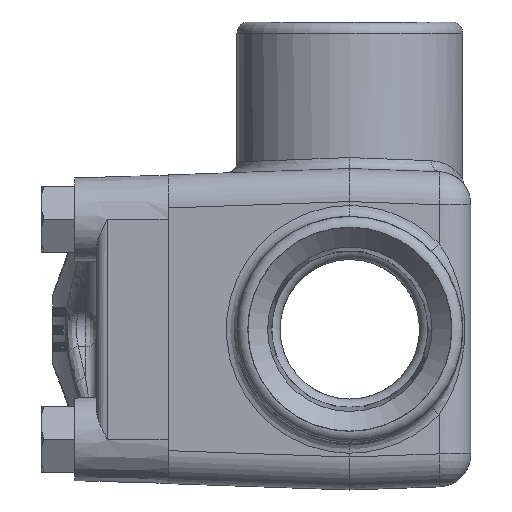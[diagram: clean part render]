
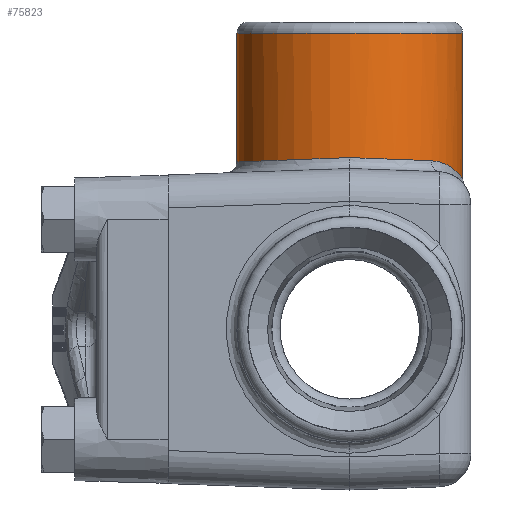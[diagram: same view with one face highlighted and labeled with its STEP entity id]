
A CAD part, left-side view. The second image highlights one B-rep face of the part: STEP entity #75823.
In plain terms, the highlighted cylindrical face has radius 16.272 mm (diameter 32.544 mm), a full revolution.
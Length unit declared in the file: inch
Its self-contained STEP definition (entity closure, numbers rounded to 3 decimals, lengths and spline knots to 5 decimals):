
#1926=B_SPLINE_CURVE_WITH_KNOTS('',3,(#103710,#103711,#103712,#103713,#103714,
#103715,#103716,#103717,#103718,#103719,#103720),.UNSPECIFIED.,.F.,.F.,
(4,1,1,1,1,1,1,1,4),(0.,0.39736,0.79471,1.19207,
1.39075,1.58943,1.98678,2.38414,2.7815),
 .UNSPECIFIED.);
#6105=ELLIPSE('',#80340,0.6411,0.64063);
#6106=ELLIPSE('',#80341,0.6411,0.64063);
#6107=ELLIPSE('',#80342,0.6411,0.64063);
#8516=CYLINDRICAL_SURFACE('',#80339,0.64063);
#8861=FACE_OUTER_BOUND('',#13231,.T.);
#13231=EDGE_LOOP('',(#53111,#53112,#53113,#53114,#53115,#53116,#53117,#53118));
#18082=LINE('',#103722,#24912);
#24912=VECTOR('',#85064,0.64063);
#31582=CIRCLE('',#80334,0.64063);
#31586=CIRCLE('',#80338,0.64063);
#33444=VERTEX_POINT('',#103694);
#33445=VERTEX_POINT('',#103695);
#33448=VERTEX_POINT('',#103704);
#33449=VERTEX_POINT('',#103705);
#33450=VERTEX_POINT('',#103707);
#33451=VERTEX_POINT('',#103709);
#41257=EDGE_CURVE('',#33444,#33445,#31582,.T.);
#41261=EDGE_CURVE('',#33445,#33444,#31586,.T.);
#41262=EDGE_CURVE('',#33448,#33449,#6105,.T.);
#41263=EDGE_CURVE('',#33450,#33448,#6106,.T.);
#41264=EDGE_CURVE('',#33451,#33450,#1926,.T.);
#41265=EDGE_CURVE('',#33449,#33451,#6107,.T.);
#41266=EDGE_CURVE('',#33449,#33445,#18082,.T.);
#53111=ORIENTED_EDGE('',*,*,#41262,.F.);
#53112=ORIENTED_EDGE('',*,*,#41263,.F.);
#53113=ORIENTED_EDGE('',*,*,#41264,.F.);
#53114=ORIENTED_EDGE('',*,*,#41265,.F.);
#53115=ORIENTED_EDGE('',*,*,#41266,.T.);
#53116=ORIENTED_EDGE('',*,*,#41257,.F.);
#53117=ORIENTED_EDGE('',*,*,#41261,.F.);
#53118=ORIENTED_EDGE('',*,*,#41266,.F.);
#75823=ADVANCED_FACE('',(#8861),#8516,.T.);
#80334=AXIS2_PLACEMENT_3D('',#103696,#85046,#85047);
#80338=AXIS2_PLACEMENT_3D('',#103702,#85054,#85055);
#80339=AXIS2_PLACEMENT_3D('',#103703,#85056,#85057);
#80340=AXIS2_PLACEMENT_3D('',#103706,#85058,#85059);
#80341=AXIS2_PLACEMENT_3D('',#103708,#85060,#85061);
#80342=AXIS2_PLACEMENT_3D('',#103721,#85062,#85063);
#85046=DIRECTION('center_axis',(0.,0.,1.));
#85047=DIRECTION('ref_axis',(1.,0.,0.));
#85054=DIRECTION('center_axis',(0.,0.,1.));
#85055=DIRECTION('ref_axis',(1.,0.,0.));
#85056=DIRECTION('center_axis',(0.,0.,-1.));
#85057=DIRECTION('ref_axis',(-1.,0.,0.));
#85058=DIRECTION('center_axis',(0.,-0.038,
-0.999));
#85059=DIRECTION('ref_axis',(0.,0.999,-0.038));
#85060=DIRECTION('center_axis',(0.,0.038,
-0.999));
#85061=DIRECTION('ref_axis',(0.,-0.999,-0.038));
#85062=DIRECTION('center_axis',(0.,0.038,
-0.999));
#85063=DIRECTION('ref_axis',(0.,-0.999,-0.038));
#85064=DIRECTION('',(0.,0.,1.));
#103694=CARTESIAN_POINT('',(-1.57813,0.,1.68162));
#103695=CARTESIAN_POINT('',(-0.29688,0.,1.68162));
#103696=CARTESIAN_POINT('Origin',(-0.9375,0.,1.68162));
#103702=CARTESIAN_POINT('Origin',(-0.9375,0.,1.68162));
#103703=CARTESIAN_POINT('Origin',(-0.9375,0.,1.74415));
#103704=CARTESIAN_POINT('',(-1.57813,0.,0.97464));
#103705=CARTESIAN_POINT('',(-0.29688,0.,0.97464));
#103706=CARTESIAN_POINT('Origin',(-0.9375,0.,0.97464));
#103707=CARTESIAN_POINT('',(-1.37973,-0.4635,0.95688));
#103708=CARTESIAN_POINT('Origin',(-0.9375,0.,0.97464));
#103709=CARTESIAN_POINT('',(-0.49527,-0.4635,0.95688));
#103710=CARTESIAN_POINT('Ctrl Pts',(-0.49527,-0.4635,
0.95688));
#103711=CARTESIAN_POINT('Ctrl Pts',(-0.52964,-0.49629,
0.95562));
#103712=CARTESIAN_POINT('Ctrl Pts',(-0.6052,-0.55352,
0.93819));
#103713=CARTESIAN_POINT('Ctrl Pts',(-0.72981,-0.61112,
0.89359));
#103714=CARTESIAN_POINT('Ctrl Pts',(-0.8424,-0.63658,
0.85922));
#103715=CARTESIAN_POINT('Ctrl Pts',(-0.93746,-0.64197,
0.85062));
#103716=CARTESIAN_POINT('Ctrl Pts',(-1.03249,-0.63661,
0.85914));
#103717=CARTESIAN_POINT('Ctrl Pts',(-1.14524,-0.61108,
0.89368));
#103718=CARTESIAN_POINT('Ctrl Pts',(-1.26981,-0.55353,
0.93816));
#103719=CARTESIAN_POINT('Ctrl Pts',(-1.34536,-0.49629,
0.95562));
#103720=CARTESIAN_POINT('Ctrl Pts',(-1.37973,-0.4635,
0.95688));
#103721=CARTESIAN_POINT('Origin',(-0.9375,0.,0.97464));
#103722=CARTESIAN_POINT('',(-0.29688,0.,1.74415));
